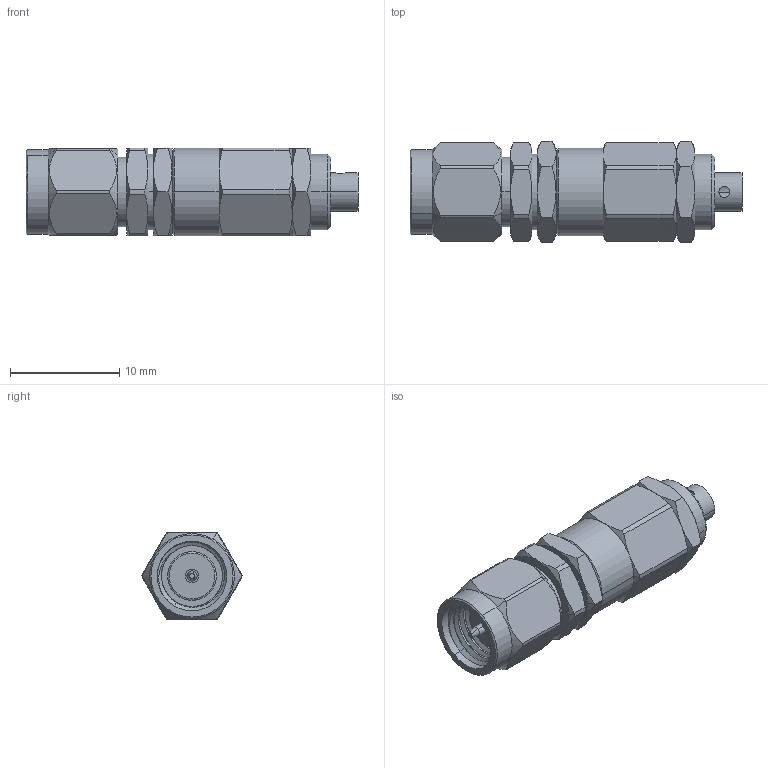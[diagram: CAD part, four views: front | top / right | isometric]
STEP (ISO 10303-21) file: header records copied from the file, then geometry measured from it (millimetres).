
FILE_DESCRIPTION (( 'STEP AP214' ), '1' );
FILE_NAME ('SMP8209_3D.step', '2023-03-15T16:38:17', ( '' ), ( '' ), 'SwSTEP 2.0', 'SolidWorks 2022', '' );
FILE_SCHEMA (( 'AUTOMOTIVE_DESIGN' ));
Length unit declared in the file: inch
Products named in the file (1): SMP8209_3D
Bounding box: 30.35 x 9.24 x 8 mm (x, y, z)
Volume: 1334.2 mm3; surface area: 1207.1 mm2
Topology: 1 solids, 3 shells, 198 faces, 471 edges, 289 vertices
Faces by surface type: cone 87, cylinder 63, plane 43, bspline 5
Entity records: 7510 total; most frequent: CARTESIAN_POINT 3083, ORIENTED_EDGE 942, DIRECTION 894, EDGE_CURVE 471, AXIS2_PLACEMENT_3D 381, VERTEX_POINT 289, EDGE_LOOP 214, FACE_OUTER_BOUND 198
